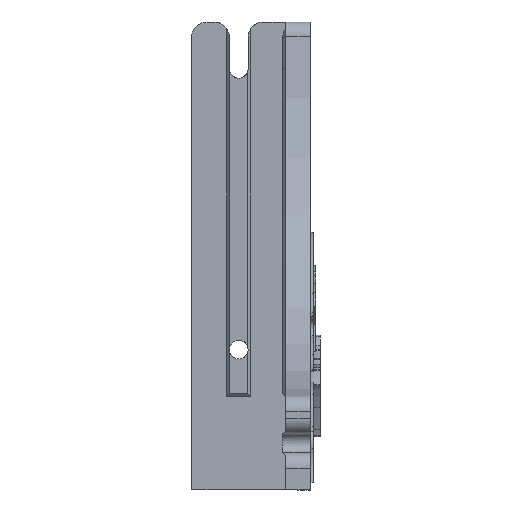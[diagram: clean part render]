
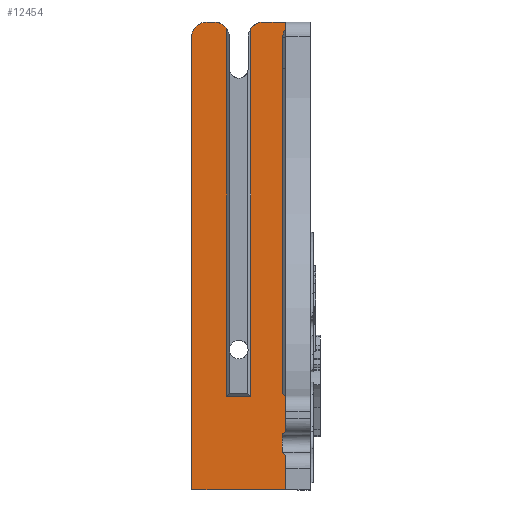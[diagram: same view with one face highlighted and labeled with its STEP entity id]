
A CAD part, left-side view. The second image highlights one B-rep face of the part: STEP entity #12454.
In plain terms, the highlighted planar face has unit normal (-1, 0, 0).
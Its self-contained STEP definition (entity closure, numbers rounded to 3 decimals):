
#43=CIRCLE('',#12773,5.);
#45=CIRCLE('',#12777,5.);
#46=CIRCLE('',#12778,5.);
#1392=FACE_OUTER_BOUND('',#2086,.T.);
#2086=EDGE_LOOP('',(#11362,#11363,#11364,#11365,#11366,#11367,#11368,#11369,
#11370,#11371,#11372));
#3077=LINE('',#23216,#4094);
#3081=LINE('',#23225,#4098);
#3088=LINE('',#23246,#4105);
#3089=LINE('',#23248,#4106);
#3090=LINE('',#23250,#4107);
#3091=LINE('',#23254,#4108);
#3092=LINE('',#23257,#4109);
#3093=LINE('',#23258,#4110);
#4094=VECTOR('',#14300,10.);
#4098=VECTOR('',#14308,10.);
#4105=VECTOR('',#14327,10.);
#4106=VECTOR('',#14328,10.);
#4107=VECTOR('',#14329,10.);
#4108=VECTOR('',#14332,10.);
#4109=VECTOR('',#14335,10.);
#4110=VECTOR('',#14336,10.);
#5918=VERTEX_POINT('',#23212);
#5920=VERTEX_POINT('',#23215);
#5923=VERTEX_POINT('',#23224);
#5926=VERTEX_POINT('',#23234);
#5927=VERTEX_POINT('',#23235);
#5931=VERTEX_POINT('',#23245);
#5932=VERTEX_POINT('',#23247);
#5933=VERTEX_POINT('',#23249);
#5934=VERTEX_POINT('',#23251);
#5935=VERTEX_POINT('',#23253);
#5936=VERTEX_POINT('',#23256);
#7745=EDGE_CURVE('',#5920,#5918,#3077,.T.);
#7750=EDGE_CURVE('',#5920,#5923,#3081,.T.);
#7755=EDGE_CURVE('',#5926,#5927,#43,.T.);
#7760=EDGE_CURVE('',#5926,#5931,#3088,.T.);
#7761=EDGE_CURVE('',#5931,#5932,#3089,.T.);
#7762=EDGE_CURVE('',#5932,#5933,#3090,.T.);
#7763=EDGE_CURVE('',#5934,#5933,#45,.T.);
#7764=EDGE_CURVE('',#5934,#5935,#3091,.T.);
#7765=EDGE_CURVE('',#5923,#5935,#46,.T.);
#7766=EDGE_CURVE('',#5918,#5936,#3092,.T.);
#7767=EDGE_CURVE('',#5936,#5927,#3093,.T.);
#11362=ORIENTED_EDGE('',*,*,#7755,.F.);
#11363=ORIENTED_EDGE('',*,*,#7760,.T.);
#11364=ORIENTED_EDGE('',*,*,#7761,.T.);
#11365=ORIENTED_EDGE('',*,*,#7762,.T.);
#11366=ORIENTED_EDGE('',*,*,#7763,.F.);
#11367=ORIENTED_EDGE('',*,*,#7764,.T.);
#11368=ORIENTED_EDGE('',*,*,#7765,.F.);
#11369=ORIENTED_EDGE('',*,*,#7750,.F.);
#11370=ORIENTED_EDGE('',*,*,#7745,.T.);
#11371=ORIENTED_EDGE('',*,*,#7766,.T.);
#11372=ORIENTED_EDGE('',*,*,#7767,.T.);
#11804=PLANE('',#12776);
#12454=ADVANCED_FACE('',(#1392),#11804,.F.);
#12773=AXIS2_PLACEMENT_3D('',#23236,#14317,#14318);
#12776=AXIS2_PLACEMENT_3D('',#23244,#14325,#14326);
#12777=AXIS2_PLACEMENT_3D('',#23252,#14330,#14331);
#12778=AXIS2_PLACEMENT_3D('',#23255,#14333,#14334);
#14300=DIRECTION('',(0.,-1.,0.));
#14308=DIRECTION('',(0.,0.,1.));
#14317=DIRECTION('center_axis',(1.,0.,0.));
#14318=DIRECTION('ref_axis',(0.,0.707,0.707));
#14325=DIRECTION('center_axis',(1.,0.,0.));
#14326=DIRECTION('ref_axis',(0.,0.,
1.));
#14327=DIRECTION('',(0.,0.,-1.));
#14328=DIRECTION('',(0.,1.,0.));
#14329=DIRECTION('',(0.,0.,1.));
#14330=DIRECTION('center_axis',(1.,0.,0.));
#14331=DIRECTION('ref_axis',(0.,-0.707,0.707));
#14332=DIRECTION('',(0.,1.,0.));
#14333=DIRECTION('center_axis',(1.,0.,0.));
#14334=DIRECTION('ref_axis',(0.,0.693,0.721));
#14335=DIRECTION('',(0.,0.,1.));
#14336=DIRECTION('',(0.,1.,0.));
#23212=CARTESIAN_POINT('',(152.191,7.638,-48.362));
#23215=CARTESIAN_POINT('',(152.191,37.638,-48.362));
#23216=CARTESIAN_POINT('',(152.191,7.638,-48.362));
#23224=CARTESIAN_POINT('',(152.191,37.638,97.634));
#23225=CARTESIAN_POINT('',(152.191,37.638,24.638));
#23234=CARTESIAN_POINT('',(152.191,18.738,99.5));
#23235=CARTESIAN_POINT('',(152.191,14.638,101.638));
#23236=CARTESIAN_POINT('Origin',(152.191,14.638,96.638));
#23244=CARTESIAN_POINT('Origin',(152.191,82.638,26.638));
#23245=CARTESIAN_POINT('',(152.191,18.738,-18.362));
#23246=CARTESIAN_POINT('',(152.191,18.738,4.138));
#23247=CARTESIAN_POINT('',(152.191,26.538,-18.362));
#23248=CARTESIAN_POINT('',(152.191,54.588,-18.362));
#23249=CARTESIAN_POINT('',(152.191,26.538,99.5));
#23250=CARTESIAN_POINT('',(152.191,26.538,64.138));
#23251=CARTESIAN_POINT('',(152.191,30.638,101.638));
#23252=CARTESIAN_POINT('Origin',(152.191,30.638,96.638));
#23253=CARTESIAN_POINT('',(152.191,32.739,101.638));
#23254=CARTESIAN_POINT('',(152.191,7.638,101.638));
#23255=CARTESIAN_POINT('Origin',(152.191,32.739,96.638));
#23256=CARTESIAN_POINT('',(152.191,7.638,101.638));
#23257=CARTESIAN_POINT('',(152.191,7.638,26.638));
#23258=CARTESIAN_POINT('',(152.191,7.638,101.638));
